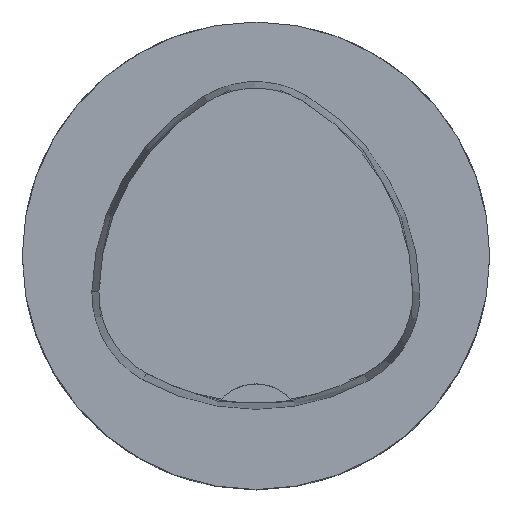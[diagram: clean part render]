
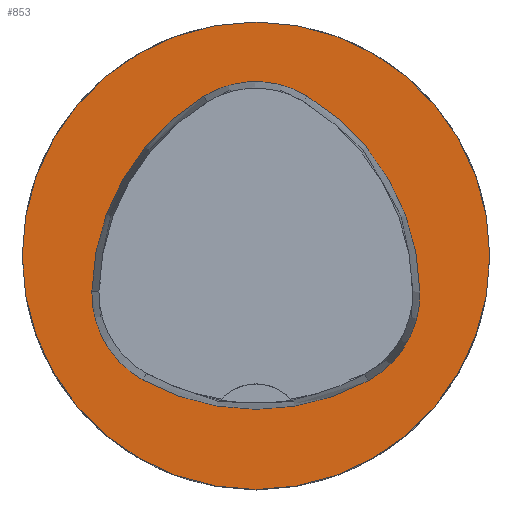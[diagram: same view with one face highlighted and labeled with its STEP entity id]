
A CAD part, top view. The second image highlights one B-rep face of the part: STEP entity #853.
In plain terms, the highlighted planar face has unit normal (0, 0, 1).
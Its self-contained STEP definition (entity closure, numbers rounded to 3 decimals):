
#372=FACE_BOUND('',#1493,.T.);
#373=FACE_BOUND('',#1494,.T.);
#481=CIRCLE('',#4933,20.);
#483=CIRCLE('',#4936,8.5);
#485=CIRCLE('',#4939,20.);
#487=CIRCLE('',#4942,8.5);
#491=CIRCLE('',#4947,20.);
#493=CIRCLE('',#4950,8.5);
#496=CIRCLE('',#4955,20.);
#853=ADVANCED_FACE('',(#372,#373),#1034,.T.);
#1034=PLANE('',#4956);
#1493=EDGE_LOOP('',(#2484,#2485,#2486,#2487,#2488,#2489));
#1494=EDGE_LOOP('',(#2490));
#2484=ORIENTED_EDGE('',*,*,#3661,.T.);
#2485=ORIENTED_EDGE('',*,*,#3641,.T.);
#2486=ORIENTED_EDGE('',*,*,#3645,.T.);
#2487=ORIENTED_EDGE('',*,*,#3648,.T.);
#2488=ORIENTED_EDGE('',*,*,#3651,.T.);
#2489=ORIENTED_EDGE('',*,*,#3659,.T.);
#2490=ORIENTED_EDGE('',*,*,#3664,.F.);
#3096=VERTEX_POINT('',#7668);
#3097=VERTEX_POINT('',#7669);
#3100=VERTEX_POINT('',#7677);
#3102=VERTEX_POINT('',#7683);
#3104=VERTEX_POINT('',#7689);
#3111=VERTEX_POINT('',#7710);
#3112=VERTEX_POINT('',#7720);
#3641=EDGE_CURVE('',#3096,#3097,#481,.T.);
#3645=EDGE_CURVE('',#3097,#3100,#483,.T.);
#3648=EDGE_CURVE('',#3100,#3102,#485,.T.);
#3651=EDGE_CURVE('',#3102,#3104,#487,.T.);
#3659=EDGE_CURVE('',#3104,#3111,#491,.T.);
#3661=EDGE_CURVE('',#3111,#3096,#493,.T.);
#3664=EDGE_CURVE('',#3112,#3112,#496,.T.);
#4933=AXIS2_PLACEMENT_3D('',#7667,#5873,#5874);
#4936=AXIS2_PLACEMENT_3D('',#7676,#5881,#5882);
#4939=AXIS2_PLACEMENT_3D('',#7682,#5888,#5889);
#4942=AXIS2_PLACEMENT_3D('',#7688,#5895,#5896);
#4947=AXIS2_PLACEMENT_3D('',#7711,#5907,#5908);
#4950=AXIS2_PLACEMENT_3D('',#7714,#5913,#5914);
#4955=AXIS2_PLACEMENT_3D('',#7719,#5923,#5924);
#4956=AXIS2_PLACEMENT_3D('',#7721,#5925,#5926);
#5873=DIRECTION('',(0.,0.,-1.));
#5874=DIRECTION('',(-1.,0.,0.));
#5881=DIRECTION('',(0.,0.,-1.));
#5882=DIRECTION('',(-1.,0.,0.));
#5888=DIRECTION('',(0.,0.,-1.));
#5889=DIRECTION('',(-1.,0.,0.));
#5895=DIRECTION('',(0.,0.,-1.));
#5896=DIRECTION('',(-1.,0.,0.));
#5907=DIRECTION('',(0.,0.,-1.));
#5908=DIRECTION('',(-1.,0.,0.));
#5913=DIRECTION('',(0.,0.,-1.));
#5914=DIRECTION('',(-1.,0.,0.));
#5923=DIRECTION('',(0.,0.,-1.));
#5924=DIRECTION('',(-1.,0.,0.));
#5925=DIRECTION('',(0.,0.,1.));
#5926=DIRECTION('',(-1.,0.,0.));
#7667=CARTESIAN_POINT('',(5.955,-3.414,0.));
#7668=CARTESIAN_POINT('',(-14.041,-3.042,0.));
#7669=CARTESIAN_POINT('',(-4.472,13.653,0.));
#7676=CARTESIAN_POINT('',(-0.04,6.4,0.));
#7677=CARTESIAN_POINT('',(4.347,13.68,0.));
#7682=CARTESIAN_POINT('',(-5.976,-3.45,0.));
#7683=CARTESIAN_POINT('',(14.021,-3.075,0.));
#7688=CARTESIAN_POINT('',(5.522,-3.235,0.));
#7689=CARTESIAN_POINT('',(9.588,-10.699,0.));
#7710=CARTESIAN_POINT('',(-9.655,-10.639,0.));
#7711=CARTESIAN_POINT('',(0.022,6.864,0.));
#7714=CARTESIAN_POINT('',(-5.543,-3.2,0.));
#7719=CARTESIAN_POINT('',(0.,0.,0.));
#7720=CARTESIAN_POINT('',(-20.,0.,0.));
#7721=CARTESIAN_POINT('',(0.,0.,0.));
